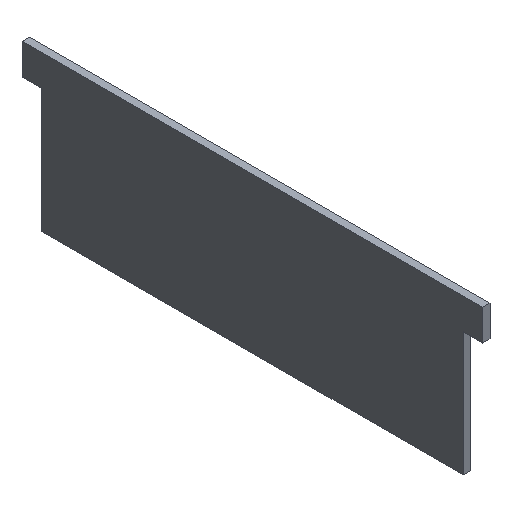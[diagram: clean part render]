
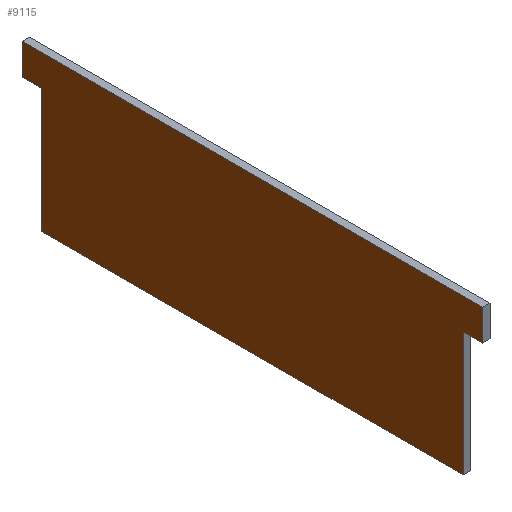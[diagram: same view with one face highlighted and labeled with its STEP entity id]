
A CAD part, isometric view. The second image highlights one B-rep face of the part: STEP entity #9115.
In plain terms, the highlighted planar face has unit normal (-1, 0, 0).
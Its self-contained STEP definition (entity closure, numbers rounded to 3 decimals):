
#1463=FACE_OUTER_BOUND('',#1999,.T.);
#1999=EDGE_LOOP('',(#8424,#8425,#8426,#8427,#8428,#8429,#8430,#8431));
#2726=LINE('',#16100,#3467);
#2728=LINE('',#16104,#3469);
#2730=LINE('',#16108,#3471);
#2732=LINE('',#16112,#3473);
#2734=LINE('',#16116,#3475);
#2736=LINE('',#16120,#3477);
#2738=LINE('',#16124,#3479);
#2740=LINE('',#16127,#3481);
#3467=VECTOR('',#10410,10.);
#3469=VECTOR('',#10414,10.);
#3471=VECTOR('',#10418,10.);
#3473=VECTOR('',#10422,10.);
#3475=VECTOR('',#10426,10.);
#3477=VECTOR('',#10430,10.);
#3479=VECTOR('',#10434,10.);
#3481=VECTOR('',#10438,10.);
#4374=VERTEX_POINT('',#16097);
#4375=VERTEX_POINT('',#16099);
#4376=VERTEX_POINT('',#16103);
#4377=VERTEX_POINT('',#16107);
#4378=VERTEX_POINT('',#16111);
#4379=VERTEX_POINT('',#16115);
#4380=VERTEX_POINT('',#16119);
#4381=VERTEX_POINT('',#16123);
#5717=EDGE_CURVE('',#4375,#4374,#2726,.T.);
#5719=EDGE_CURVE('',#4376,#4375,#2728,.T.);
#5721=EDGE_CURVE('',#4377,#4376,#2730,.T.);
#5723=EDGE_CURVE('',#4378,#4377,#2732,.T.);
#5725=EDGE_CURVE('',#4379,#4378,#2734,.T.);
#5727=EDGE_CURVE('',#4380,#4379,#2736,.T.);
#5729=EDGE_CURVE('',#4381,#4380,#2738,.T.);
#5731=EDGE_CURVE('',#4374,#4381,#2740,.T.);
#8424=ORIENTED_EDGE('',*,*,#5731,.T.);
#8425=ORIENTED_EDGE('',*,*,#5729,.T.);
#8426=ORIENTED_EDGE('',*,*,#5727,.T.);
#8427=ORIENTED_EDGE('',*,*,#5725,.T.);
#8428=ORIENTED_EDGE('',*,*,#5723,.T.);
#8429=ORIENTED_EDGE('',*,*,#5721,.T.);
#8430=ORIENTED_EDGE('',*,*,#5719,.T.);
#8431=ORIENTED_EDGE('',*,*,#5717,.T.);
#8621=PLANE('',#9319);
#9115=ADVANCED_FACE('',(#1463),#8621,.T.);
#9319=AXIS2_PLACEMENT_3D('',#16129,#10441,#10442);
#10410=DIRECTION('',(0.,-1.,0.));
#10414=DIRECTION('',(0.,0.,-1.));
#10418=DIRECTION('',(0.,-1.,0.));
#10422=DIRECTION('',(0.,0.,-1.));
#10426=DIRECTION('',(0.,1.,0.));
#10430=DIRECTION('',(0.,0.,1.));
#10434=DIRECTION('',(0.,-1.,0.));
#10438=DIRECTION('',(0.,0.,1.));
#10441=DIRECTION('center_axis',(-1.,0.,0.));
#10442=DIRECTION('ref_axis',(0.,0.,1.));
#16097=CARTESIAN_POINT('',(-1.9,-54.5,0.));
#16099=CARTESIAN_POINT('',(-1.9,54.5,0.));
#16100=CARTESIAN_POINT('',(-1.9,54.5,0.));
#16103=CARTESIAN_POINT('',(-1.9,54.5,32.));
#16104=CARTESIAN_POINT('',(-1.9,54.5,32.));
#16107=CARTESIAN_POINT('',(-1.9,59.5,32.));
#16108=CARTESIAN_POINT('',(-1.9,59.5,32.));
#16111=CARTESIAN_POINT('',(-1.9,59.5,40.));
#16112=CARTESIAN_POINT('',(-1.9,59.5,40.));
#16115=CARTESIAN_POINT('',(-1.9,-59.5,40.));
#16116=CARTESIAN_POINT('',(-1.9,-59.5,40.));
#16119=CARTESIAN_POINT('',(-1.9,-59.5,32.));
#16120=CARTESIAN_POINT('',(-1.9,-59.5,32.));
#16123=CARTESIAN_POINT('',(-1.9,-54.5,32.));
#16124=CARTESIAN_POINT('',(-1.9,-54.5,32.));
#16127=CARTESIAN_POINT('',(-1.9,-54.5,0.));
#16129=CARTESIAN_POINT('Origin',(-1.9,0.,20.));
